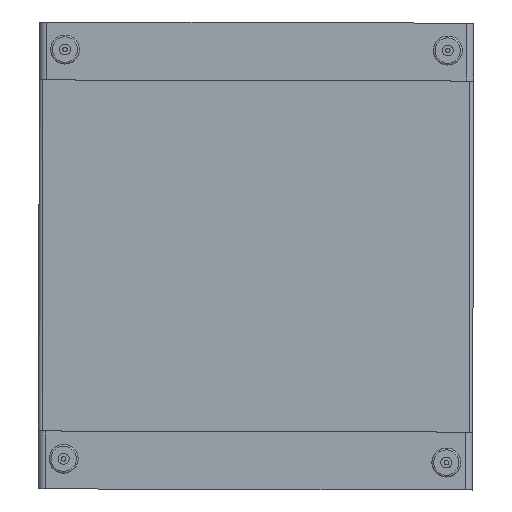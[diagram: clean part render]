
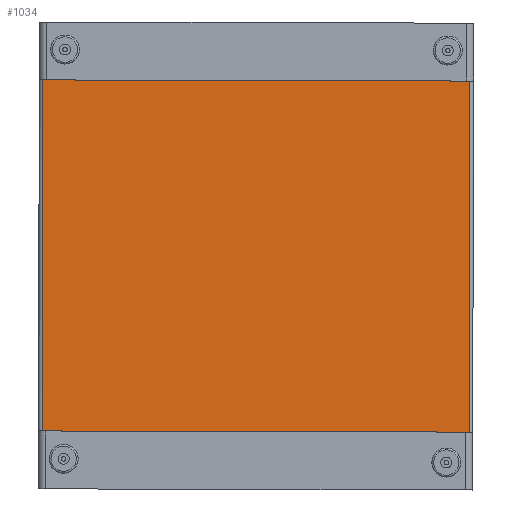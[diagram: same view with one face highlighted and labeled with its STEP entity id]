
A CAD part, front view. The second image highlights one B-rep face of the part: STEP entity #1034.
In plain terms, the highlighted planar face has unit normal (0, -1, 0).
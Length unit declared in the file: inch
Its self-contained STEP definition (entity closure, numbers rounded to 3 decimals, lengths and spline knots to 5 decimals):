
#96=PLANE('',#1113);
#129=FACE_OUTER_BOUND('',#193,.T.);
#193=EDGE_LOOP('',(#742,#743,#744,#745));
#273=LINE('',#1604,#350);
#276=LINE('',#1613,#353);
#277=LINE('',#1616,#354);
#278=LINE('',#1617,#355);
#350=VECTOR('',#1260,29.5);
#353=VECTOR('',#1269,24.25);
#354=VECTOR('',#1272,24.25);
#355=VECTOR('',#1273,29.5);
#489=VERTEX_POINT('',#1601);
#490=VERTEX_POINT('',#1603);
#492=VERTEX_POINT('',#1609);
#494=VERTEX_POINT('',#1615);
#590=EDGE_CURVE('',#489,#490,#273,.T.);
#595=EDGE_CURVE('',#490,#492,#276,.T.);
#596=EDGE_CURVE('',#494,#489,#277,.T.);
#597=EDGE_CURVE('',#492,#494,#278,.T.);
#742=ORIENTED_EDGE('',*,*,#595,.F.);
#743=ORIENTED_EDGE('',*,*,#590,.F.);
#744=ORIENTED_EDGE('',*,*,#596,.F.);
#745=ORIENTED_EDGE('',*,*,#597,.F.);
#1034=ADVANCED_FACE('',(#129),#96,.T.);
#1113=AXIS2_PLACEMENT_3D('',#1614,#1270,#1271);
#1260=DIRECTION('',(1.,0.,0.));
#1269=DIRECTION('',(0.,0.,-1.));
#1270=DIRECTION('center_axis',(0.,-1.,0.));
#1271=DIRECTION('ref_axis',(-1.,0.,0.));
#1272=DIRECTION('',(0.,0.,1.));
#1273=DIRECTION('',(-1.,0.,0.));
#1601=CARTESIAN_POINT('',(0.25,0.,0.));
#1603=CARTESIAN_POINT('',(29.75,0.,0.));
#1604=CARTESIAN_POINT('',(0.,0.,0.));
#1609=CARTESIAN_POINT('',(29.75,0.,-24.25));
#1613=CARTESIAN_POINT('',(29.75,0.,0.));
#1614=CARTESIAN_POINT('Origin',(30.,0.,0.));
#1615=CARTESIAN_POINT('',(0.25,0.,-24.25));
#1616=CARTESIAN_POINT('',(0.25,0.,0.));
#1617=CARTESIAN_POINT('',(0.,0.,-24.25));
